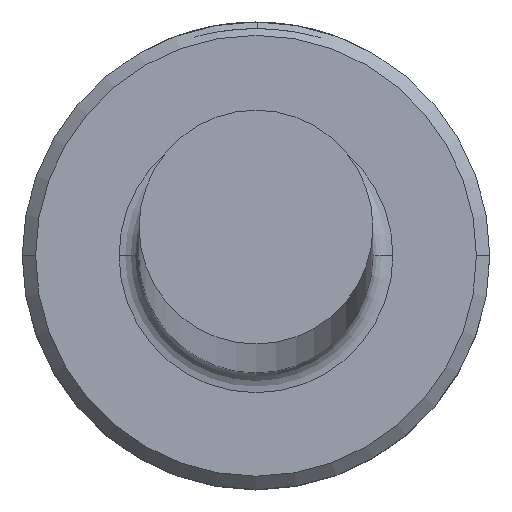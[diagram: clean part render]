
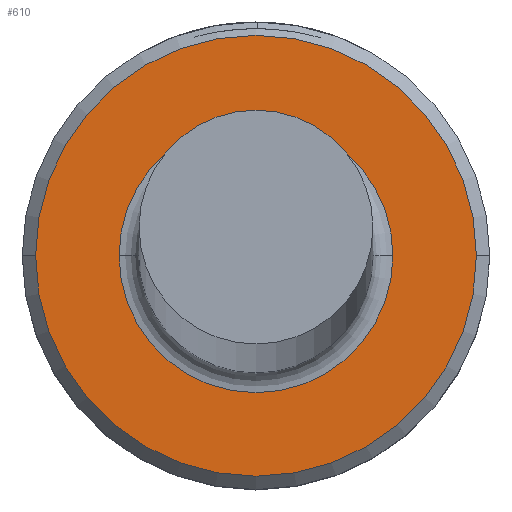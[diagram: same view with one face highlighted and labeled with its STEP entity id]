
A CAD part, top view. The second image highlights one B-rep face of the part: STEP entity #610.
In plain terms, the highlighted planar face has unit normal (0, 0, 1).
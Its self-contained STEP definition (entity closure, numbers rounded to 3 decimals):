
#43 = CIRCLE ( 'NONE', #890, 3.3 ) ;
#134 = EDGE_CURVE ( 'NONE', #795, #684, #268, .T. ) ;
#192 = DIRECTION ( 'NONE',  ( 0., 0., -1. ) ) ;
#227 = CIRCLE ( 'NONE', #437, 2.05 ) ;
#233 = CARTESIAN_POINT ( 'NONE',  ( 0., 0., 4. ) ) ;
#268 = CIRCLE ( 'NONE', #999, 3.3 ) ;
#281 = ORIENTED_EDGE ( 'NONE', *, *, #134, .T. ) ;
#310 = FACE_OUTER_BOUND ( 'NONE', #764, .T. ) ;
#321 = DIRECTION ( 'NONE',  ( 1., 0., 0. ) ) ;
#341 = FACE_BOUND ( 'NONE', #975, .T. ) ;
#358 = EDGE_CURVE ( 'NONE', #684, #795, #43, .T. ) ;
#398 = ORIENTED_EDGE ( 'NONE', *, *, #358, .T. ) ;
#435 = EDGE_CURVE ( 'NONE', #1036, #977, #860, .T. ) ;
#437 = AXIS2_PLACEMENT_3D ( 'NONE', #748, #192, #839 ) ;
#507 = CARTESIAN_POINT ( 'NONE',  ( -2.05, 0., 4. ) ) ;
#512 = PLANE ( 'NONE',  #1164 ) ;
#584 = CARTESIAN_POINT ( 'NONE',  ( 2.05, 0., 4. ) ) ;
#610 = ADVANCED_FACE ( 'NONE', ( #310, #341 ), #512, .T. ) ;
#684 = VERTEX_POINT ( 'NONE', #1138 ) ;
#746 = DIRECTION ( 'NONE',  ( 1., 0., 0. ) ) ;
#748 = CARTESIAN_POINT ( 'NONE',  ( 0., 0., 4. ) ) ;
#764 = EDGE_LOOP ( 'NONE', ( #281, #398 ) ) ;
#775 = CARTESIAN_POINT ( 'NONE',  ( 0., 0., 4. ) ) ;
#795 = VERTEX_POINT ( 'NONE', #991 ) ;
#806 = EDGE_CURVE ( 'NONE', #977, #1036, #227, .T. ) ;
#834 = DIRECTION ( 'NONE',  ( 0., 0., 1. ) ) ;
#839 = DIRECTION ( 'NONE',  ( -1., 0., 0. ) ) ;
#846 = CARTESIAN_POINT ( 'NONE',  ( 0., 0., 4. ) ) ;
#856 = DIRECTION ( 'NONE',  ( -1., 0., 0. ) ) ;
#860 = CIRCLE ( 'NONE', #992, 2.05 ) ;
#878 = DIRECTION ( 'NONE',  ( 0., 0., 1. ) ) ;
#890 = AXIS2_PLACEMENT_3D ( 'NONE', #846, #834, #746 ) ;
#918 = DIRECTION ( 'NONE',  ( 1., 0., 0. ) ) ;
#929 = DIRECTION ( 'NONE',  ( 0., 0., 1. ) ) ;
#930 = DIRECTION ( 'NONE',  ( 0., 0., -1. ) ) ;
#934 = CARTESIAN_POINT ( 'NONE',  ( 0., 0., 4. ) ) ;
#962 = ORIENTED_EDGE ( 'NONE', *, *, #806, .T. ) ;
#975 = EDGE_LOOP ( 'NONE', ( #1092, #962 ) ) ;
#977 = VERTEX_POINT ( 'NONE', #584 ) ;
#991 = CARTESIAN_POINT ( 'NONE',  ( -3.3, 0., 4. ) ) ;
#992 = AXIS2_PLACEMENT_3D ( 'NONE', #934, #930, #856 ) ;
#999 = AXIS2_PLACEMENT_3D ( 'NONE', #775, #929, #918 ) ;
#1036 = VERTEX_POINT ( 'NONE', #507 ) ;
#1092 = ORIENTED_EDGE ( 'NONE', *, *, #435, .T. ) ;
#1138 = CARTESIAN_POINT ( 'NONE',  ( 3.3, 0., 4. ) ) ;
#1164 = AXIS2_PLACEMENT_3D ( 'NONE', #233, #878, #321 ) ;
